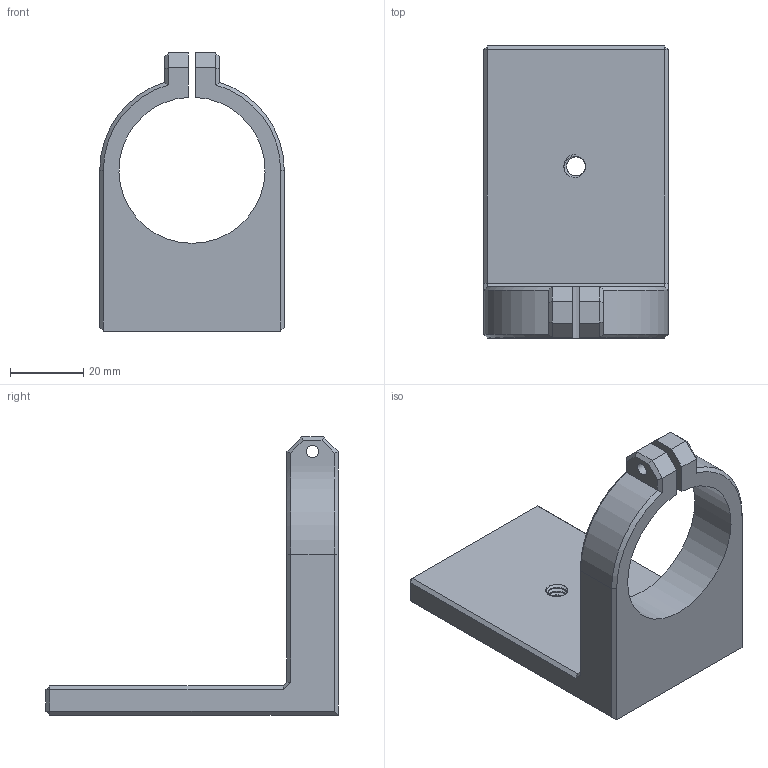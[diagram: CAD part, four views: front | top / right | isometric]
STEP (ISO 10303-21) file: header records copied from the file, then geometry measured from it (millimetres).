
FILE_DESCRIPTION(/* description */ ('STEP AP242','CAx-IF Rec.Pracs.---Representation and Presentation of Product Manufacturing Information (PMI)---4.0---2014-10-13','CAx-IF Rec.Pracs.---3D Tessellated Geometry---0.4---2014-09-14','2;1'),/* implementation_level */ '2;1');
FILE_NAME(/* name */ '6759d74265c727311cf1acc9',/* time_stamp */ '2024-12-11T18:17:38Z',/* author */ (''),/* organization */ (''),/* preprocessor_version */ 'ST-DEVELOPER v20',/* originating_system */ 'ONSHAPE BY PTC INC, 1.190',/* authorisation */ ' ');
FILE_SCHEMA (('AP242_MANAGED_MODEL_BASED_3D_ENGINEERING_MIM_LF { 1 0 10303 442 1 1 4 }'));
Length unit declared in the file: metre
Products named in the file (1): diff3d-example-lens-clamp-V
Bounding box: 50.5 x 80 x 76.11 mm (x, y, z)
Volume: 54468.5 mm3; surface area: 16806.9 mm2
Topology: 1 solids, 1 shells, 61 faces, 143 edges, 84 vertices
Faces by surface type: plane 47, cylinder 7, cone 5, bspline 2
Full cylindrical faces by diameter (mm): 3.4 x2
Entity records: 2335 total; most frequent: CARTESIAN_POINT 974, ORIENTED_EDGE 274, DIRECTION 265, EDGE_CURVE 137, LINE 105, VECTOR 105, VERTEX_POINT 81, AXIS2_PLACEMENT_3D 80
